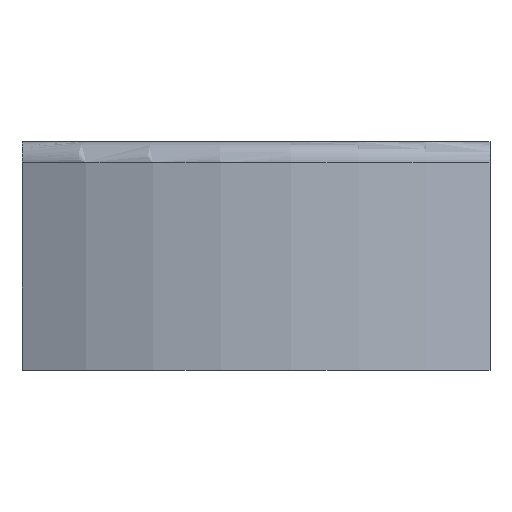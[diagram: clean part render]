
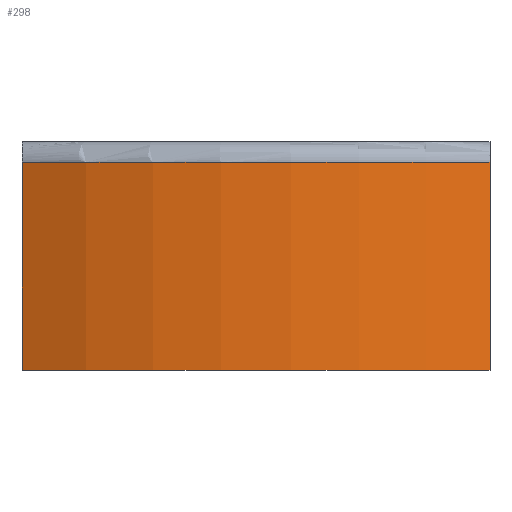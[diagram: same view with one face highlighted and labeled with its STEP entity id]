
A CAD part, front view. The second image highlights one B-rep face of the part: STEP entity #298.
In plain terms, the highlighted cylindrical face has radius 50 mm (diameter 100 mm), a partial arc.
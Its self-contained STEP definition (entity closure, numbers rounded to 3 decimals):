
#24=CYLINDRICAL_SURFACE('',#331,50.);
#32=CIRCLE('',#332,50.);
#33=CIRCLE('',#333,50.);
#76=ORIENTED_EDGE('',*,*,#142,.F.);
#77=ORIENTED_EDGE('',*,*,#148,.T.);
#78=ORIENTED_EDGE('',*,*,#128,.T.);
#79=ORIENTED_EDGE('',*,*,#149,.T.);
#128=EDGE_CURVE('',#167,#166,#193,.T.);
#142=EDGE_CURVE('',#180,#181,#204,.T.);
#148=EDGE_CURVE('',#180,#167,#32,.F.);
#149=EDGE_CURVE('',#166,#181,#33,.T.);
#166=VERTEX_POINT('',#457);
#167=VERTEX_POINT('',#459);
#180=VERTEX_POINT('',#498);
#181=VERTEX_POINT('',#500);
#193=LINE('',#458,#213);
#204=LINE('',#499,#224);
#213=VECTOR('',#364,1000.);
#224=VECTOR('',#377,1000.);
#234=EDGE_LOOP('',(#76,#77,#78,#79));
#262=FACE_BOUND('',#234,.T.);
#298=ADVANCED_FACE('',(#262),#24,.T.);
#331=AXIS2_PLACEMENT_3D('',#508,#389,#390);
#332=AXIS2_PLACEMENT_3D('',#509,#391,#392);
#333=AXIS2_PLACEMENT_3D('',#510,#393,#394);
#364=DIRECTION('',(0.,0.,-1.));
#377=DIRECTION('',(0.,0.,-1.));
#389=DIRECTION('',(0.,0.,-1.));
#390=DIRECTION('',(-1.,0.,0.));
#391=DIRECTION('',(0.,0.,1.));
#392=DIRECTION('',(1.,0.,0.));
#393=DIRECTION('',(0.,0.,1.));
#394=DIRECTION('',(1.,0.,0.));
#457=CARTESIAN_POINT('',(0.,-10.5,0.));
#458=CARTESIAN_POINT('',(0.,-10.5,22.));
#459=CARTESIAN_POINT('',(0.,-10.5,20.));
#498=CARTESIAN_POINT('',(45.,-10.5,20.));
#499=CARTESIAN_POINT('',(45.,-10.5,22.));
#500=CARTESIAN_POINT('',(45.,-10.5,0.));
#508=CARTESIAN_POINT('',(22.5,34.151,22.));
#509=CARTESIAN_POINT('',(22.5,34.151,20.));
#510=CARTESIAN_POINT('',(22.5,34.151,0.));
